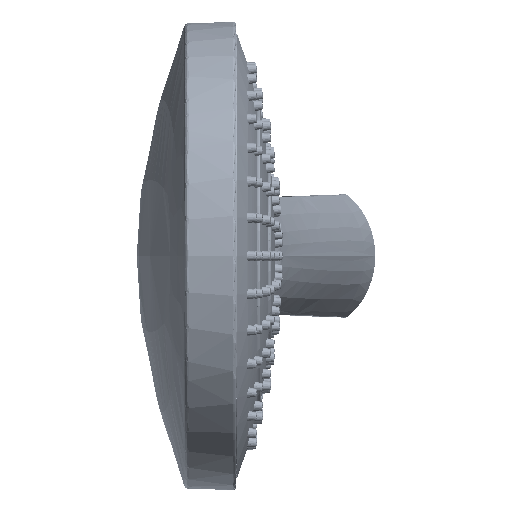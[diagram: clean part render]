
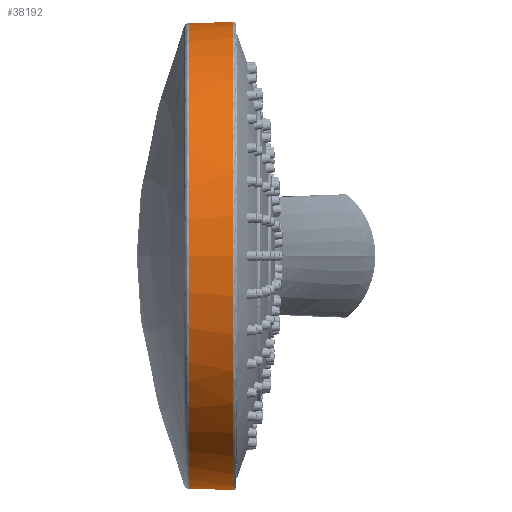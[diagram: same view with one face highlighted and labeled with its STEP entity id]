
A CAD part, left-side view. The second image highlights one B-rep face of the part: STEP entity #38192.
In plain terms, the highlighted conical face has half-angle 1.5 degrees and reference radius 54.841 mm.
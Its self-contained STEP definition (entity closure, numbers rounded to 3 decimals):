
#4770=CARTESIAN_POINT('',(-46.143,11.078,
-29.393));
#4771=CARTESIAN_POINT('',(-45.066,11.079,
-31.085));
#4772=CARTESIAN_POINT('',(-42.725,11.081,
-34.349));
#4773=CARTESIAN_POINT('',(-38.698,11.086,
-38.83));
#4774=CARTESIAN_POINT('',(-34.203,11.094,
-42.842));
#4775=CARTESIAN_POINT('',(-29.294,11.106,
-46.336));
#4776=CARTESIAN_POINT('',(-24.032,11.121,
-49.271));
#4777=CARTESIAN_POINT('',(-18.479,11.139,
-51.61));
#4778=CARTESIAN_POINT('',(-12.703,11.16,
-53.326));
#4779=CARTESIAN_POINT('',(-6.774,11.183,
-54.397));
#4780=CARTESIAN_POINT('',(-0.763,11.209,
-54.812));
#4781=CARTESIAN_POINT('',(5.257,11.236,-54.563));
#4782=CARTESIAN_POINT('',(11.214,11.265,-53.656));
#4783=CARTESIAN_POINT('',(15.094,11.285,-52.619));
#4784=CARTESIAN_POINT('',(17.,11.295,-51.996));
#4786=CARTESIAN_POINT('',(17.,11.295,-51.996));
#4792=CARTESIAN_POINT('',(-46.143,11.078,
-29.393));
#4801=CARTESIAN_POINT('',(-48.697,11.073,
-24.935));
#4802=CARTESIAN_POINT('',(-48.437,11.074,
-25.444));
#4803=CARTESIAN_POINT('',(-47.9,11.075,
-26.453));
#4804=CARTESIAN_POINT('',(-47.045,11.075,
-27.946));
#4805=CARTESIAN_POINT('',(-46.448,11.077,
-28.915));
#4806=CARTESIAN_POINT('',(-46.143,11.078,
-29.393));
#4808=CARTESIAN_POINT('',(-54.711,11.047,
0.));
#4809=CARTESIAN_POINT('',(-54.711,11.048,
-1.726));
#4810=CARTESIAN_POINT('',(-54.547,11.05,
-5.178));
#4811=CARTESIAN_POINT('',(-53.814,11.054,
-10.31));
#4812=CARTESIAN_POINT('',(-52.598,11.059,
-15.35));
#4813=CARTESIAN_POINT('',(-50.912,11.066,
-20.252));
#4814=CARTESIAN_POINT('',(-49.484,11.071,
-23.399));
#4815=CARTESIAN_POINT('',(-48.697,11.073,
-24.935));
#4817=CARTESIAN_POINT('',(-48.697,11.073,
-24.935));
#4825=CARTESIAN_POINT('',(-48.697,11.074,24.935));
#4826=CARTESIAN_POINT('',(-49.484,11.071,23.399));
#4827=CARTESIAN_POINT('',(-50.912,11.067,20.252));
#4828=CARTESIAN_POINT('',(-52.598,11.061,15.35));
#4829=CARTESIAN_POINT('',(-53.814,11.055,10.31));
#4830=CARTESIAN_POINT('',(-54.547,11.051,5.178));
#4831=CARTESIAN_POINT('',(-54.711,11.048,1.726));
#4832=CARTESIAN_POINT('',(-54.711,11.047,
0.));
#4834=CARTESIAN_POINT('',(-54.711,11.047,
0.));
#4842=CARTESIAN_POINT('',(0.,11.074,0.));
#4843=DIRECTION('',(0.,-1.,0.));
#4844=DIRECTION('',(-0.843,0.,0.537));
#4845=AXIS2_PLACEMENT_3D('',#4842,#4843,#4844);
#4847=CARTESIAN_POINT('',(-48.697,11.074,24.935));
#4855=CARTESIAN_POINT('',(17.,11.291,51.996));
#4856=CARTESIAN_POINT('',(15.094,11.28,52.619));
#4857=CARTESIAN_POINT('',(11.214,11.259,53.656));
#4858=CARTESIAN_POINT('',(5.257,11.228,54.564));
#4859=CARTESIAN_POINT('',(-0.763,11.2,
54.812));
#4860=CARTESIAN_POINT('',(-6.774,11.174,54.398));
#4861=CARTESIAN_POINT('',(-12.703,11.15,53.326));
#4862=CARTESIAN_POINT('',(-18.479,11.129,51.61));
#4863=CARTESIAN_POINT('',(-24.032,11.112,49.271));
#4864=CARTESIAN_POINT('',(-29.294,11.097,46.336));
#4865=CARTESIAN_POINT('',(-34.203,11.086,42.842));
#4866=CARTESIAN_POINT('',(-38.698,11.079,38.83));
#4867=CARTESIAN_POINT('',(-42.725,11.075,34.349));
#4868=CARTESIAN_POINT('',(-45.066,11.075,31.085));
#4869=CARTESIAN_POINT('',(-46.143,11.075,29.393));
#4871=CARTESIAN_POINT('',(-46.143,11.075,29.393));
#4880=CARTESIAN_POINT('',(17.,11.291,51.996));
#4922=CARTESIAN_POINT('',(17.,0.821,52.284));
#5542=CARTESIAN_POINT('',(17.,0.821,
-52.284));
#5570=CARTESIAN_POINT('',(16.956,0.821,
-52.298));
#5571=CARTESIAN_POINT('',(16.971,0.821,
-52.294));
#5572=CARTESIAN_POINT('',(16.985,0.821,
-52.289));
#5573=CARTESIAN_POINT('',(17.,0.821,
-52.284));
#5575=CARTESIAN_POINT('',(17.,0.821,
-52.284));
#5576=CARTESIAN_POINT('',(17.,4.312,-52.188));
#5577=CARTESIAN_POINT('',(17.,7.804,-52.092));
#5578=CARTESIAN_POINT('',(17.,11.295,-51.996));
#5580=CARTESIAN_POINT('',(17.,11.291,51.996));
#5581=CARTESIAN_POINT('',(17.,7.801,52.092));
#5582=CARTESIAN_POINT('',(17.,4.311,52.188));
#5583=CARTESIAN_POINT('',(17.,0.821,52.284));
#5585=CARTESIAN_POINT('',(0.,0.821,0.));
#5586=DIRECTION('',(0.,1.,0.));
#5587=DIRECTION('',(0.308,0.,-0.951));
#5588=AXIS2_PLACEMENT_3D('',#5585,#5586,#5587);
#5590=CARTESIAN_POINT('',(0.,0.821,0.));
#5591=DIRECTION('',(0.,1.,0.));
#5592=DIRECTION('',(-1.,0.,0.));
#5593=AXIS2_PLACEMENT_3D('',#5590,#5591,#5592);
#5646=CARTESIAN_POINT('',(16.957,0.82,52.298));
#5647=CARTESIAN_POINT('',(16.962,0.819,52.297));
#5648=CARTESIAN_POINT('',(16.972,0.817,52.293));
#5649=CARTESIAN_POINT('',(16.987,0.817,52.289));
#5650=CARTESIAN_POINT('',(16.996,0.819,52.286));
#5651=CARTESIAN_POINT('',(17.,0.821,52.284));
#19604=VERTEX_POINT('',#4786);
#19605=VERTEX_POINT('',#4792);
#19606=VERTEX_POINT('',#4817);
#19607=VERTEX_POINT('',#4834);
#19608=VERTEX_POINT('',#4847);
#19609=VERTEX_POINT('',#4871);
#19610=VERTEX_POINT('',#4880);
#19612=VERTEX_POINT('',#4922);
#19778=VERTEX_POINT('',#5542);
#19779=CARTESIAN_POINT('',(-54.979,0.821,0.));
#19780=CARTESIAN_POINT('',(16.958,0.821,
52.298));
#19781=VERTEX_POINT('',#19779);
#19782=VERTEX_POINT('',#19780);
#19783=CARTESIAN_POINT('',(16.956,0.821,
-52.298));
#19784=VERTEX_POINT('',#19783);
#38169=CARTESIAN_POINT('',(0.,6.056,0.));
#38170=DIRECTION('',(0.,-1.,0.));
#38171=DIRECTION('',(-1.,0.,0.));
#38172=AXIS2_PLACEMENT_3D('',#38169,#38170,#38171);
#38173=CONICAL_SURFACE('',#38172,54.841,1.5);
#38175=ORIENTED_EDGE('',*,*,#38174,.F.);
#38177=ORIENTED_EDGE('',*,*,#38176,.F.);
#38179=ORIENTED_EDGE('',*,*,#38178,.T.);
#38180=ORIENTED_EDGE('',*,*,#38157,.T.);
#38181=ORIENTED_EDGE('',*,*,#34286,.F.);
#38182=ORIENTED_EDGE('',*,*,#34336,.F.);
#38183=ORIENTED_EDGE('',*,*,#34404,.F.);
#38184=ORIENTED_EDGE('',*,*,#34473,.F.);
#38185=ORIENTED_EDGE('',*,*,#34522,.F.);
#38186=ORIENTED_EDGE('',*,*,#34819,.F.);
#38187=ORIENTED_EDGE('',*,*,#35288,.T.);
#38189=ORIENTED_EDGE('',*,*,#38188,.F.);
#38190=EDGE_LOOP('',(#38175,#38177,#38179,#38180,#38181,#38182,#38183,#38184,
#38185,#38186,#38187,#38189));
#38191=FACE_OUTER_BOUND('',#38190,.F.);
#38192=ADVANCED_FACE('',(#38191),#38173,.T.);
#4785=B_SPLINE_CURVE_WITH_KNOTS('',3,(#4770,#4771,#4772,#4773,#4774,#4775,#4776,
#4777,#4778,#4779,#4780,#4781,#4782,#4783,#4784),.UNSPECIFIED.,.F.,.F.,(4,1,1,1,
1,1,1,1,1,1,1,1,4),(0.,0.083,0.167,0.25,
0.333,0.417,0.5,0.583,0.667,
0.75,0.833,0.917,1.),.UNSPECIFIED.);
#4807=B_SPLINE_CURVE_WITH_KNOTS('',3,(#4801,#4802,#4803,#4804,#4805,#4806),
.UNSPECIFIED.,.F.,.F.,(4,1,1,4),(0.,0.333,0.667,1.),
.UNSPECIFIED.);
#4816=B_SPLINE_CURVE_WITH_KNOTS('',3,(#4808,#4809,#4810,#4811,#4812,#4813,#4814,
#4815),.UNSPECIFIED.,.F.,.F.,(4,1,1,1,1,4),(0.,0.2,0.4,0.6,0.8,1.),
.UNSPECIFIED.);
#4833=B_SPLINE_CURVE_WITH_KNOTS('',3,(#4825,#4826,#4827,#4828,#4829,#4830,#4831,
#4832),.UNSPECIFIED.,.F.,.F.,(4,1,1,1,1,4),(0.,0.2,0.4,0.6,0.8,1.),
.UNSPECIFIED.);
#4846=CIRCLE('',#4845,54.71);
#4870=B_SPLINE_CURVE_WITH_KNOTS('',3,(#4855,#4856,#4857,#4858,#4859,#4860,#4861,
#4862,#4863,#4864,#4865,#4866,#4867,#4868,#4869),.UNSPECIFIED.,.F.,.F.,(4,1,1,1,
1,1,1,1,1,1,1,1,4),(0.,0.083,0.167,0.25,
0.333,0.417,0.5,0.583,0.667,
0.75,0.833,0.917,1.),.UNSPECIFIED.);
#5574=B_SPLINE_CURVE_WITH_KNOTS('',3,(#5570,#5571,#5572,#5573),.UNSPECIFIED.,
.F.,.F.,(4,4),(0.,1.),.UNSPECIFIED.);
#5579=B_SPLINE_CURVE_WITH_KNOTS('',3,(#5575,#5576,#5577,#5578),.UNSPECIFIED.,
.F.,.F.,(4,4),(0.,1.),.UNSPECIFIED.);
#5584=B_SPLINE_CURVE_WITH_KNOTS('',3,(#5580,#5581,#5582,#5583),.UNSPECIFIED.,
.F.,.F.,(4,4),(0.,1.),.UNSPECIFIED.);
#5589=CIRCLE('',#5588,54.979);
#5594=CIRCLE('',#5593,54.979);
#5652=B_SPLINE_CURVE_WITH_KNOTS('',3,(#5646,#5647,#5648,#5649,#5650,#5651),
.UNSPECIFIED.,.F.,.F.,(4,1,1,4),(0.,0.333,0.667,1.),
.UNSPECIFIED.);
#34286=EDGE_CURVE('',#19605,#19604,#4785,.T.);
#34336=EDGE_CURVE('',#19606,#19605,#4807,.T.);
#34404=EDGE_CURVE('',#19607,#19606,#4816,.T.);
#34473=EDGE_CURVE('',#19608,#19607,#4833,.T.);
#34522=EDGE_CURVE('',#19609,#19608,#4846,.T.);
#34819=EDGE_CURVE('',#19610,#19609,#4870,.T.);
#35288=EDGE_CURVE('',#19610,#19612,#5584,.T.);
#38157=EDGE_CURVE('',#19778,#19604,#5579,.T.);
#38174=EDGE_CURVE('',#19781,#19782,#5594,.T.);
#38176=EDGE_CURVE('',#19784,#19781,#5589,.T.);
#38178=EDGE_CURVE('',#19784,#19778,#5574,.T.);
#38188=EDGE_CURVE('',#19782,#19612,#5652,.T.);
